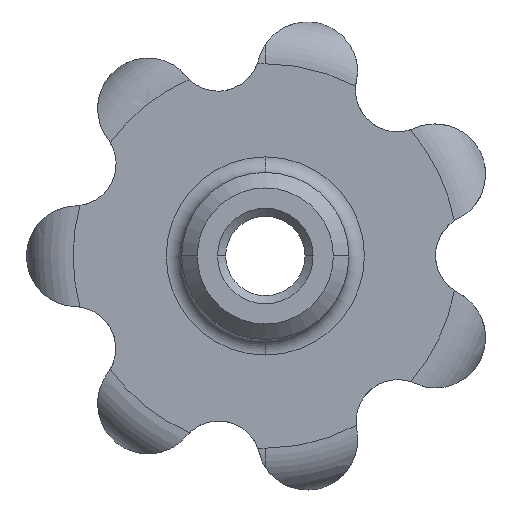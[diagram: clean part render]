
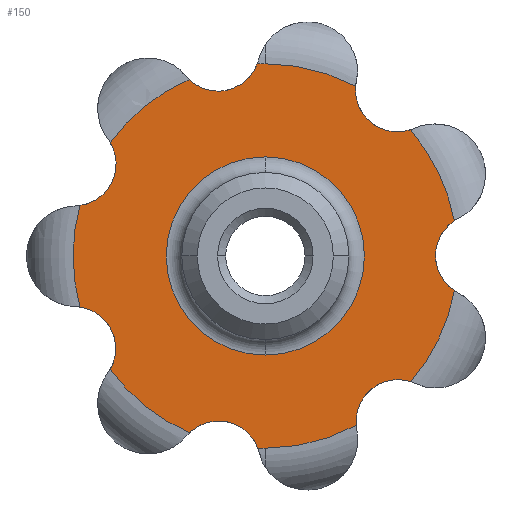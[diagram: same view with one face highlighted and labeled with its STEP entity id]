
A CAD part, front view. The second image highlights one B-rep face of the part: STEP entity #150.
In plain terms, the highlighted planar face has unit normal (0, -1, 0).
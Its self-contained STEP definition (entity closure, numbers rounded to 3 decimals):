
#150 = ADVANCED_FACE( '', ( #305, #306 ), #307, .T. );
#305 = FACE_OUTER_BOUND( '', #461, .T. );
#306 = FACE_BOUND( '', #462, .T. );
#307 = PLANE( '', #463 );
#461 = EDGE_LOOP( '', ( #1096, #1097, #1098, #1099, #1100, #1101, #1102, #1103, #1104, #1105, #1106, #1107, #1108, #1109, #1110, #1111 ) );
#462 = EDGE_LOOP( '', ( #1112, #1113, #1114 ) );
#463 = AXIS2_PLACEMENT_3D( '', #1115, #1116, #1117 );
#1096 = ORIENTED_EDGE( '', *, *, #1224, .T. );
#1097 = ORIENTED_EDGE( '', *, *, #1313, .F. );
#1098 = ORIENTED_EDGE( '', *, *, #1294, .T. );
#1099 = ORIENTED_EDGE( '', *, *, #1308, .F. );
#1100 = ORIENTED_EDGE( '', *, *, #1281, .T. );
#1101 = ORIENTED_EDGE( '', *, *, #1306, .F. );
#1102 = ORIENTED_EDGE( '', *, *, #1157, .F. );
#1103 = ORIENTED_EDGE( '', *, *, #1274, .T. );
#1104 = ORIENTED_EDGE( '', *, *, #1302, .F. );
#1105 = ORIENTED_EDGE( '', *, *, #1261, .T. );
#1106 = ORIENTED_EDGE( '', *, *, #1304, .F. );
#1107 = ORIENTED_EDGE( '', *, *, #1249, .T. );
#1108 = ORIENTED_EDGE( '', *, *, #1145, .F. );
#1109 = ORIENTED_EDGE( '', *, *, #1307, .F. );
#1110 = ORIENTED_EDGE( '', *, *, #1237, .T. );
#1111 = ORIENTED_EDGE( '', *, *, #1310, .F. );
#1112 = ORIENTED_EDGE( '', *, *, #1329, .T. );
#1113 = ORIENTED_EDGE( '', *, *, #1122, .T. );
#1114 = ORIENTED_EDGE( '', *, *, #1330, .T. );
#1115 = CARTESIAN_POINT( '', ( 12.2, 13., 0. ) );
#1116 = DIRECTION( '', ( 0., -1., 0. ) );
#1117 = DIRECTION( '', ( -1., 0., 0. ) );
#1122 = EDGE_CURVE( '', #1332, #1338, #1340, .T. );
#1145 = EDGE_CURVE( '', #1381, #1384, #1385, .T. );
#1157 = EDGE_CURVE( '', #1406, #1396, #1408, .T. );
#1224 = EDGE_CURVE( '', #1524, #1522, #1525, .T. );
#1237 = EDGE_CURVE( '', #1547, #1545, #1548, .T. );
#1249 = EDGE_CURVE( '', #1566, #1384, #1567, .T. );
#1261 = EDGE_CURVE( '', #1587, #1585, #1588, .T. );
#1274 = EDGE_CURVE( '', #1406, #1608, #1610, .T. );
#1281 = EDGE_CURVE( '', #1619, #1617, #1620, .T. );
#1294 = EDGE_CURVE( '', #1642, #1640, #1643, .T. );
#1302 = EDGE_CURVE( '', #1587, #1608, #1655, .T. );
#1304 = EDGE_CURVE( '', #1566, #1585, #1657, .T. );
#1306 = EDGE_CURVE( '', #1396, #1617, #1659, .T. );
#1307 = EDGE_CURVE( '', #1547, #1381, #1660, .T. );
#1308 = EDGE_CURVE( '', #1619, #1640, #1661, .T. );
#1310 = EDGE_CURVE( '', #1524, #1545, #1663, .T. );
#1313 = EDGE_CURVE( '', #1642, #1522, #1666, .T. );
#1329 = EDGE_CURVE( '', #1682, #1332, #1683, .T. );
#1330 = EDGE_CURVE( '', #1338, #1682, #1684, .T. );
#1332 = VERTEX_POINT( '', #1686 );
#1338 = VERTEX_POINT( '', #1692 );
#1340 = CIRCLE( '', #1694, 8.3 );
#1381 = VERTEX_POINT( '', #1815 );
#1384 = VERTEX_POINT( '', #1818 );
#1385 = CIRCLE( '', #1819, 16.1 );
#1396 = VERTEX_POINT( '', #1870 );
#1406 = VERTEX_POINT( '', #1917 );
#1408 = CIRCLE( '', #1922, 16.1 );
#1522 = VERTEX_POINT( '', #2343 );
#1524 = VERTEX_POINT( '', #2348 );
#1525 = CIRCLE( '', #2349, 3.5 );
#1545 = VERTEX_POINT( '', #2440 );
#1547 = VERTEX_POINT( '', #2445 );
#1548 = CIRCLE( '', #2446, 3.5 );
#1566 = VERTEX_POINT( '', #2543 );
#1567 = CIRCLE( '', #2544, 3.5 );
#1585 = VERTEX_POINT( '', #2634 );
#1587 = VERTEX_POINT( '', #2639 );
#1588 = CIRCLE( '', #2640, 3.5 );
#1608 = VERTEX_POINT( '', #2733 );
#1610 = CIRCLE( '', #2738, 3.5 );
#1617 = VERTEX_POINT( '', #2772 );
#1619 = VERTEX_POINT( '', #2777 );
#1620 = CIRCLE( '', #2778, 3.5 );
#1640 = VERTEX_POINT( '', #2871 );
#1642 = VERTEX_POINT( '', #2876 );
#1643 = CIRCLE( '', #2877, 3.5 );
#1655 = CIRCLE( '', #2930, 16.1 );
#1657 = CIRCLE( '', #2932, 16.1 );
#1659 = CIRCLE( '', #2934, 16.1 );
#1660 = CIRCLE( '', #2935, 16.1 );
#1661 = CIRCLE( '', #2936, 16.1 );
#1663 = CIRCLE( '', #2938, 16.1 );
#1666 = CIRCLE( '', #2941, 16.1 );
#1682 = VERTEX_POINT( '', #2957 );
#1683 = CIRCLE( '', #2958, 8.3 );
#1684 = CIRCLE( '', #2959, 8.3 );
#1686 = CARTESIAN_POINT( '', ( 0., 13., -8.3 ) );
#1692 = CARTESIAN_POINT( '', ( 0., 13., 8.3 ) );
#1694 = AXIS2_PLACEMENT_3D( '', #2972, #2973, #2974 );
#1815 = CARTESIAN_POINT( '', ( 0., 13., 16.1 ) );
#1818 = CARTESIAN_POINT( '', ( 7.566, 13., 14.211 ) );
#1819 = AXIS2_PLACEMENT_3D( '', #3009, #3010, #3011 );
#1870 = CARTESIAN_POINT( '', ( 0., 13., -16.1 ) );
#1917 = CARTESIAN_POINT( '', ( 7.616, 13., -14.185 ) );
#1922 = AXIS2_PLACEMENT_3D( '', #3021, #3022, #3023 );
#2343 = CARTESIAN_POINT( '', ( -15.535, 13., 4.229 ) );
#2348 = CARTESIAN_POINT( '', ( -12.997, 13., 9.502 ) );
#2349 = AXIS2_PLACEMENT_3D( '', #3083, #3084, #3085 );
#2440 = CARTESIAN_POINT( '', ( -6.386, 13., 14.779 ) );
#2445 = CARTESIAN_POINT( '', ( -0.683, 13., 16.086 ) );
#2446 = AXIS2_PLACEMENT_3D( '', #3089, #3090, #3091 );
#2543 = CARTESIAN_POINT( '', ( 12.145, 13., 10.569 ) );
#2544 = AXIS2_PLACEMENT_3D( '', #3095, #3096, #3097 );
#2634 = CARTESIAN_POINT( '', ( 15.827, 13., 2.953 ) );
#2639 = CARTESIAN_POINT( '', ( 15.837, 13., -2.898 ) );
#2640 = AXIS2_PLACEMENT_3D( '', #3101, #3102, #3103 );
#2733 = CARTESIAN_POINT( '', ( 12.182, 13., -10.527 ) );
#2738 = AXIS2_PLACEMENT_3D( '', #3107, #3108, #3109 );
#2772 = CARTESIAN_POINT( '', ( -0.627, 13., -16.088 ) );
#2777 = CARTESIAN_POINT( '', ( -6.335, 13., -14.801 ) );
#2778 = AXIS2_PLACEMENT_3D( '', #3113, #3114, #3115 );
#2871 = CARTESIAN_POINT( '', ( -12.998, 13., -9.5 ) );
#2876 = CARTESIAN_POINT( '', ( -15.519, 13., -4.285 ) );
#2877 = AXIS2_PLACEMENT_3D( '', #3119, #3120, #3121 );
#2930 = AXIS2_PLACEMENT_3D( '', #3123, #3124, #3125 );
#2932 = AXIS2_PLACEMENT_3D( '', #3129, #3130, #3131 );
#2934 = AXIS2_PLACEMENT_3D( '', #3135, #3136, #3137 );
#2935 = AXIS2_PLACEMENT_3D( '', #3138, #3139, #3140 );
#2936 = AXIS2_PLACEMENT_3D( '', #3141, #3142, #3143 );
#2938 = AXIS2_PLACEMENT_3D( '', #3147, #3148, #3149 );
#2941 = AXIS2_PLACEMENT_3D( '', #3156, #3157, #3158 );
#2957 = CARTESIAN_POINT( '', ( 8.3, 13., 0. ) );
#2958 = AXIS2_PLACEMENT_3D( '', #3204, #3205, #3206 );
#2959 = AXIS2_PLACEMENT_3D( '', #3207, #3208, #3209 );
#2972 = CARTESIAN_POINT( '', ( 0., 13., 0. ) );
#2973 = DIRECTION( '', ( 0., 1., 0. ) );
#2974 = DIRECTION( '', ( 1., 0., 0. ) );
#3009 = CARTESIAN_POINT( '', ( 0., 13., 0. ) );
#3010 = DIRECTION( '', ( 0., 1., 0. ) );
#3011 = DIRECTION( '', ( 1., 0., 0. ) );
#3021 = CARTESIAN_POINT( '', ( 0., 13., 0. ) );
#3022 = DIRECTION( '', ( 0., 1., 0. ) );
#3023 = DIRECTION( '', ( 1., 0., 0. ) );
#3083 = CARTESIAN_POINT( '', ( -15.997, 13., 7.699 ) );
#3084 = DIRECTION( '', ( 0., 1., 0. ) );
#3085 = DIRECTION( '', ( 0.114, 0., -0.994 ) );
#3089 = CARTESIAN_POINT( '', ( -3.963, 13., 17.305 ) );
#3090 = DIRECTION( '', ( 0., 1., 0. ) );
#3091 = DIRECTION( '', ( -0.705, 0., -0.709 ) );
#3095 = CARTESIAN_POINT( '', ( 11.052, 13., 13.894 ) );
#3096 = DIRECTION( '', ( 0., 1., 0. ) );
#3097 = DIRECTION( '', ( -0.994, 0., 0.109 ) );
#3101 = CARTESIAN_POINT( '', ( 17.753, 13., 0.031 ) );
#3102 = DIRECTION( '', ( 0., 1., 0. ) );
#3103 = DIRECTION( '', ( -0.535, 0., 0.845 ) );
#3107 = CARTESIAN_POINT( '', ( 11.1, 13., -13.855 ) );
#3108 = DIRECTION( '', ( 0., 1., 0. ) );
#3109 = DIRECTION( '', ( 0.327, 0., 0.945 ) );
#3113 = CARTESIAN_POINT( '', ( -3.903, 13., -17.319 ) );
#3114 = DIRECTION( '', ( 0., 1., 0. ) );
#3115 = DIRECTION( '', ( 0.942, 0., 0.334 ) );
#3119 = CARTESIAN_POINT( '', ( -16.028, 13., -7.748 ) );
#3120 = DIRECTION( '', ( 0., 1., 0. ) );
#3121 = DIRECTION( '', ( 0.845, 0., -0.534 ) );
#3123 = CARTESIAN_POINT( '', ( 0., 13., 0. ) );
#3124 = DIRECTION( '', ( 0., 1., 0. ) );
#3125 = DIRECTION( '', ( 1., 0., 0. ) );
#3129 = CARTESIAN_POINT( '', ( 0., 13., 0. ) );
#3130 = DIRECTION( '', ( 0., 1., 0. ) );
#3131 = DIRECTION( '', ( 1., 0., 0. ) );
#3135 = CARTESIAN_POINT( '', ( 0., 13., 0. ) );
#3136 = DIRECTION( '', ( 0., 1., 0. ) );
#3137 = DIRECTION( '', ( 1., 0., 0. ) );
#3138 = CARTESIAN_POINT( '', ( 0., 13., 0. ) );
#3139 = DIRECTION( '', ( 0., 1., 0. ) );
#3140 = DIRECTION( '', ( 1., 0., 0. ) );
#3141 = CARTESIAN_POINT( '', ( 0., 13., 0. ) );
#3142 = DIRECTION( '', ( 0., 1., 0. ) );
#3143 = DIRECTION( '', ( 1., 0., 0. ) );
#3147 = CARTESIAN_POINT( '', ( 0., 13., 0. ) );
#3148 = DIRECTION( '', ( 0., 1., 0. ) );
#3149 = DIRECTION( '', ( 1., 0., 0. ) );
#3156 = CARTESIAN_POINT( '', ( 0., 13., 0. ) );
#3157 = DIRECTION( '', ( 0., 1., 0. ) );
#3158 = DIRECTION( '', ( 1., 0., 0. ) );
#3204 = CARTESIAN_POINT( '', ( 0., 13., 0. ) );
#3205 = DIRECTION( '', ( 0., 1., 0. ) );
#3206 = DIRECTION( '', ( 1., 0., 0. ) );
#3207 = CARTESIAN_POINT( '', ( 0., 13., 0. ) );
#3208 = DIRECTION( '', ( 0., 1., 0. ) );
#3209 = DIRECTION( '', ( 1., 0., 0. ) );
